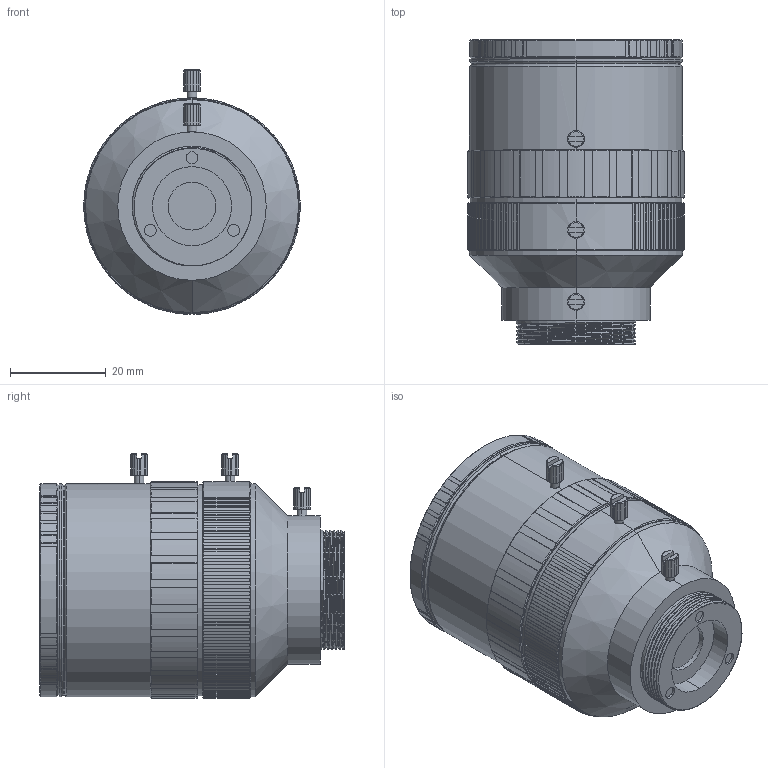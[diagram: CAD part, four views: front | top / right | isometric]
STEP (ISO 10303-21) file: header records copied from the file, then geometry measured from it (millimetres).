
FILE_DESCRIPTION (( 'STEP AP214' ), '1' );
FILE_NAME ('2.8-12mm c諉諳噩芛.STEP', '2020-10-09T01:19:16', ( '' ), ( '' ), 'SwSTEP 2.0', 'SolidWorks 2020', '' );
FILE_SCHEMA (( 'AUTOMOTIVE_DESIGN' ));
Length unit declared in the file: millimetre
Products named in the file (1): 2.8-12mm c諉諳噩芛
Bounding box: 45.2 x 63.5 x 51.1 mm (x, y, z)
Volume: 81377 mm3; surface area: 12477.9 mm2
Topology: 2 solids, 2 shells, 700 faces, 2022 edges, 1342 vertices
Faces by surface type: plane 438, cylinder 235, cone 20, torus 4, bspline 3
Entity records: 25274 total; most frequent: CARTESIAN_POINT 7903, ORIENTED_EDGE 4044, DIRECTION 2997, EDGE_CURVE 2022, VERTEX_POINT 1342, AXIS2_PLACEMENT_3D 1158, B_SPLINE_CURVE_WITH_KNOTS 853, EDGE_LOOP 716
